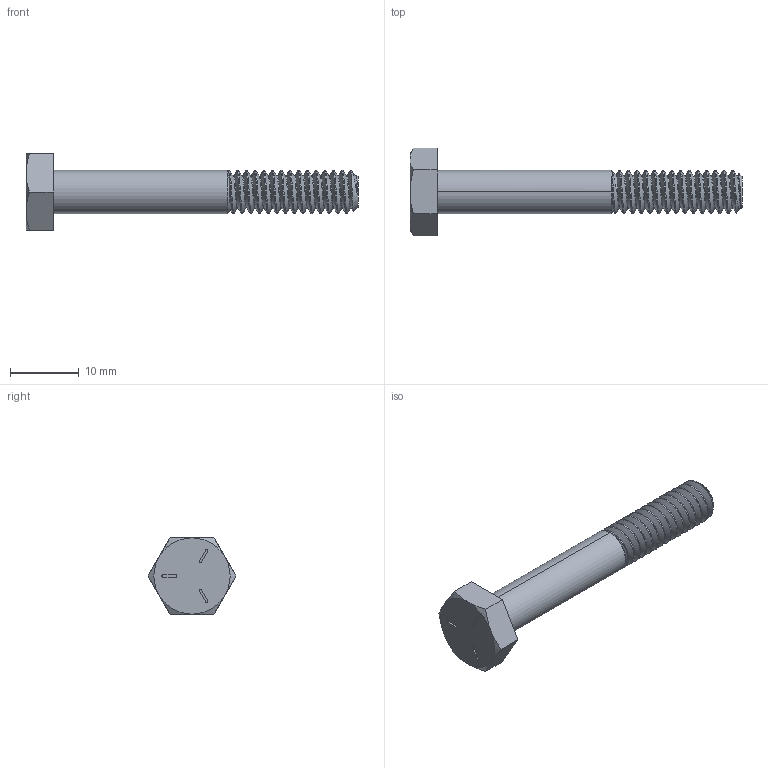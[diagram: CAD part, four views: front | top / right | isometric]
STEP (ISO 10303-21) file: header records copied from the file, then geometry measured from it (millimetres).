
FILE_DESCRIPTION (( 'STEP AP203' ), '1' );
FILE_NAME ('91247A548.step', '2017-03-13T14:07:16', ( '' ), ( '' ), 'SwSTEP 2.0', 'SolidWorks 2010', '' );
FILE_SCHEMA (( 'CONFIG_CONTROL_DESIGN' ));
Length unit declared in the file: inch
Products named in the file (1): 91247A548
Bounding box: 48.42 x 12.83 x 11.11 mm (x, y, z)
Volume: 1688.6 mm3; surface area: 1429.6 mm2
Topology: 1 solids, 1 shells, 72 faces, 189 edges, 123 vertices
Faces by surface type: cylinder 39, plane 18, cone 12, bspline 3
Entity records: 4716 total; most frequent: CARTESIAN_POINT 3074, ORIENTED_EDGE 378, DIRECTION 274, EDGE_CURVE 189, VERTEX_POINT 123, AXIS2_PLACEMENT_3D 100, EDGE_LOOP 76, LINE 74
